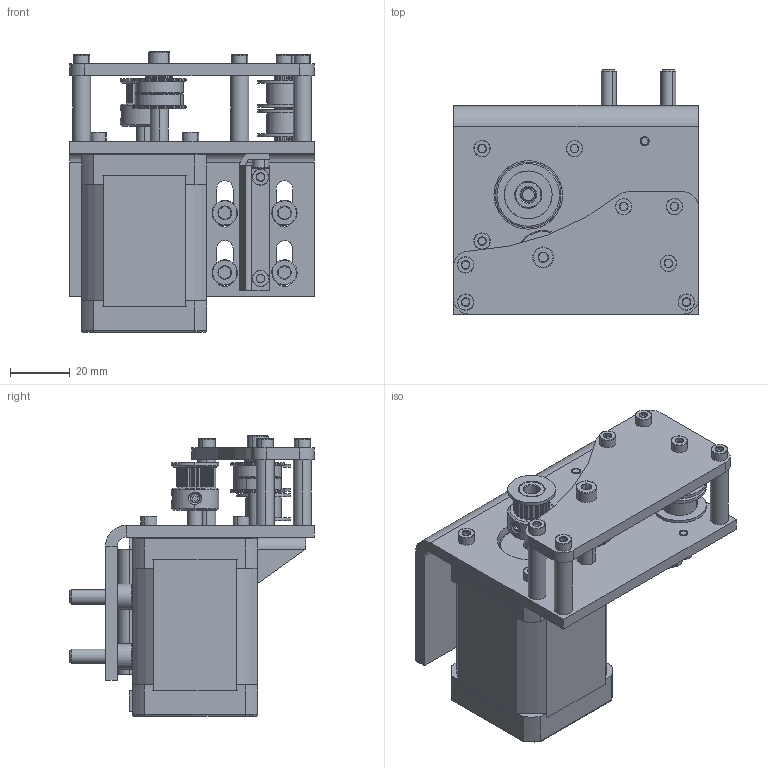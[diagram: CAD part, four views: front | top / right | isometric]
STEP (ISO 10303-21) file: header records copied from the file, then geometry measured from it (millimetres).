
FILE_DESCRIPTION(('CATIA V5 STEP Exchange'),'2;1');
FILE_NAME('[A]ASMBLY_y_kinematic.stp','2025-11-18T12:09:10+00:00',('none'),('none'),'CATIA Version 5 Release 21 GA (IN-10)','CATIA V5 STEP AP214','none');
FILE_SCHEMA(('AUTOMOTIVE_DESIGN { 1 0 10303 214 1 1 1 1 }'));
Length unit declared in the file: millimetre
Products named in the file (17): [A]ASMBLY_y_kinematic; NEMA17_60; MF84ZZ; [A]Blech_Motorhalterung; GT2_20T; POWGE 2GT idler 20T B3; [A]Blech_Motorhalterung_Winkelrippe; [A]Blech_Motorhalterung_Top; y_distanzhuelse; y_distanzhuelse.2; Zylinderschraube ISO 4762 - M3x6; Zylinderschraube ISO 4762 - M5x16; Zylinderschraube ISO 4762 - M3x30; Zylinderschraube ISO 4762 - M3x8.1; Zylinderschraube ISO 4762 - M4x30; M3_Unterlegscheibe; M4_Unterlegscheibe
Assembly tree (44 placements, depth 2):
  [A]ASMBLY_y_kinematic
    NEMA17_60
    MF84ZZ  x2
    [A]Blech_Motorhalterung
    GT2_20T
    POWGE 2GT idler 20T B3  x2
    [A]Blech_Motorhalterung_Winkelrippe
    [A]Blech_Motorhalterung_Top
    y_distanzhuelse  x5
    y_distanzhuelse.2
    Zylinderschraube ISO 4762 - M3x6  x4
    Zylinderschraube ISO 4762 - M5x16  x4
    Zylinderschraube ISO 4762 - M3x30  x6
    Zylinderschraube ISO 4762 - M3x8.1  x4
    Zylinderschraube ISO 4762 - M4x30
    M3_Unterlegscheibe  x8
    M4_Unterlegscheibe  x2
Bounding box: 82 x 82 x 94 mm (x, y, z)
Volume: 140078.9 mm3; surface area: 90237.5 mm2
Topology: 66 solids, 66 shells, 1653 faces, 4076 edges, 2616 vertices
Faces by surface type: plane 595, cylinder 590, cone 228, torus 170, revolution 48, sphere 16, bspline 6
Entity records: 37671 total; most frequent: CARTESIAN_POINT 11123, ORIENTED_EDGE 5692, DIRECTION 4335, EDGE_CURVE 2846, AXIS2_PLACEMENT_3D 2017, VERTEX_POINT 1888, VECTOR 1267, LINE 1267
